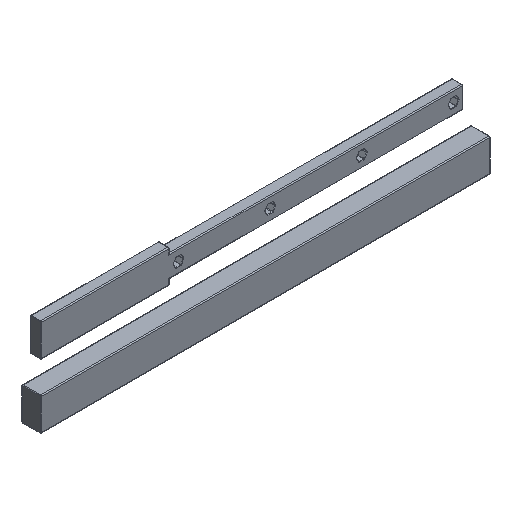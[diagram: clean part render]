
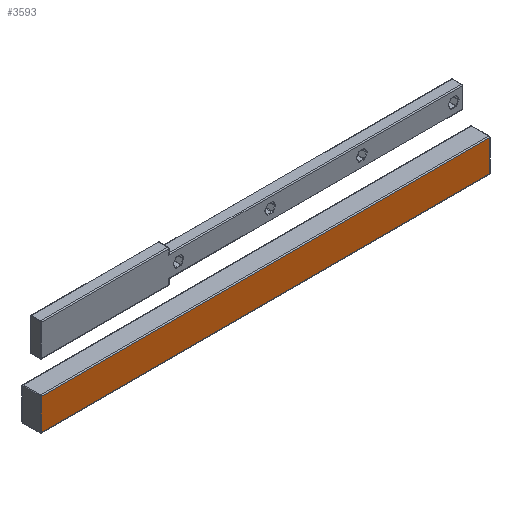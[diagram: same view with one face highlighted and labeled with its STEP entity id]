
A CAD part, isometric view. The second image highlights one B-rep face of the part: STEP entity #3593.
In plain terms, the highlighted planar face has unit normal (0, -1, 0).
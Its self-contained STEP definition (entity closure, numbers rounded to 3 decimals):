
#116=PLANE('',#3867);
#160=LINE('',#5720,#382);
#170=LINE('',#5786,#392);
#171=LINE('',#5790,#393);
#172=LINE('',#5791,#394);
#382=VECTOR('',#4402,10.);
#392=VECTOR('',#4444,10.);
#393=VECTOR('',#4449,10.);
#394=VECTOR('',#4450,10.);
#726=FACE_OUTER_BOUND('',#972,.T.);
#972=EDGE_LOOP('',(#2475,#2476,#2477,#2478));
#1547=VERTEX_POINT('',#5710);
#1549=VERTEX_POINT('',#5716);
#1563=VERTEX_POINT('',#5785);
#1564=VERTEX_POINT('',#5789);
#1877=EDGE_CURVE('',#1547,#1549,#160,.T.);
#1898=EDGE_CURVE('',#1563,#1549,#170,.T.);
#1900=EDGE_CURVE('',#1564,#1547,#171,.T.);
#1901=EDGE_CURVE('',#1563,#1564,#172,.T.);
#2475=ORIENTED_EDGE('',*,*,#1877,.F.);
#2476=ORIENTED_EDGE('',*,*,#1900,.F.);
#2477=ORIENTED_EDGE('',*,*,#1901,.F.);
#2478=ORIENTED_EDGE('',*,*,#1898,.T.);
#3593=ADVANCED_FACE('',(#726),#116,.T.);
#3867=AXIS2_PLACEMENT_3D('',#5788,#4447,#4448);
#4402=DIRECTION('',(0.,0.,-1.));
#4444=DIRECTION('',(1.,0.,0.));
#4447=DIRECTION('center_axis',(0.,-1.,0.));
#4448=DIRECTION('ref_axis',(0.,0.,-1.));
#4449=DIRECTION('',(1.,0.,0.));
#4450=DIRECTION('',(0.,0.,1.));
#5710=CARTESIAN_POINT('',(244.75,0.,-17.5));
#5716=CARTESIAN_POINT('',(244.75,0.,-34.5));
#5720=CARTESIAN_POINT('',(244.75,0.,-21.75));
#5785=CARTESIAN_POINT('',(0.25,0.,-34.5));
#5786=CARTESIAN_POINT('',(0.,0.,-34.5));
#5788=CARTESIAN_POINT('Origin',(0.,0.,-17.5));
#5789=CARTESIAN_POINT('',(0.25,0.,-17.5));
#5790=CARTESIAN_POINT('',(0.,0.,-17.5));
#5791=CARTESIAN_POINT('',(0.25,0.,-21.75));
